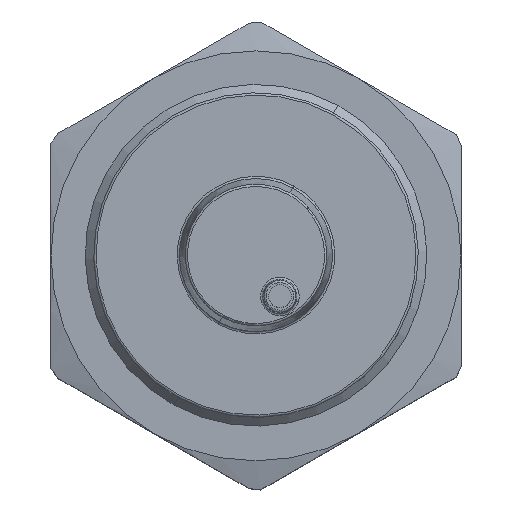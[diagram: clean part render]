
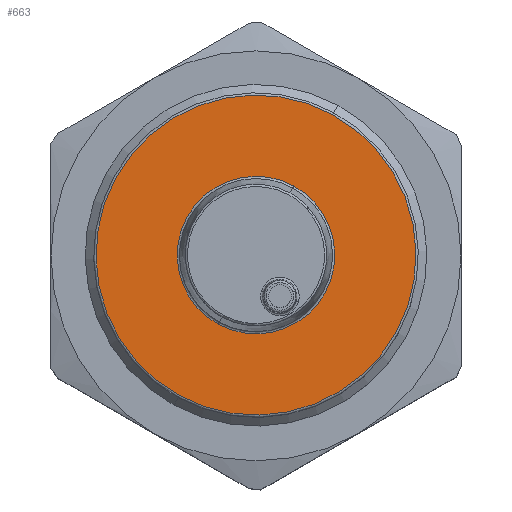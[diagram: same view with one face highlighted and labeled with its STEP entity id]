
A CAD part, top view. The second image highlights one B-rep face of the part: STEP entity #663.
In plain terms, the highlighted planar face has unit normal (0, 0, 1).
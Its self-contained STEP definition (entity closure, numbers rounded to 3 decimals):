
#663=ADVANCED_FACE('PartBody',(#1853,#1854),#1855,.F.);
#1853=FACE_OUTER_BOUND('',#3580,.T.);
#1854=FACE_BOUND('',#3581,.T.);
#1855=PLANE('',#3582);
#3580=EDGE_LOOP('',(#5466,#5467));
#3581=EDGE_LOOP('',(#5468,#5469));
#3582=AXIS2_PLACEMENT_3D('',#5470,#5471,#5472);
#5466=ORIENTED_EDGE('',*,*,#10630,.F.);
#5467=ORIENTED_EDGE('',*,*,#10727,.F.);
#5468=ORIENTED_EDGE('',*,*,#10725,.F.);
#5469=ORIENTED_EDGE('',*,*,#10637,.F.);
#5470=CARTESIAN_POINT('',(0.0,6.75,58.3));
#5471=DIRECTION('',(0.0,0.0,-1.0));
#5472=DIRECTION('',(0.0,-1.0,0.0));
#10630=EDGE_CURVE('',#12794,#12796,#12797,.T.);
#10637=EDGE_CURVE('',#12806,#12802,#12808,.F.);
#10725=EDGE_CURVE('',#12802,#12806,#12934,.F.);
#10727=EDGE_CURVE('',#12796,#12794,#12936,.T.);
#12794=VERTEX_POINT('',#15993);
#12796=VERTEX_POINT('',#15995);
#12797=CIRCLE('',#15996,14.05);
#12802=VERTEX_POINT('',#16001);
#12806=VERTEX_POINT('',#16005);
#12808=CIRCLE('',#16007,6.918);
#12934=CIRCLE('',#16187,6.918);
#12936=CIRCLE('',#16189,14.05);
#15993=CARTESIAN_POINT('',(-6.736,-12.33,58.3));
#15995=CARTESIAN_POINT('',(6.736,12.33,58.3));
#15996=AXIS2_PLACEMENT_3D('',#21960,#21961,#21962);
#16001=CARTESIAN_POINT('',(3.317,6.071,58.3));
#16005=CARTESIAN_POINT('',(-3.317,-6.071,58.3));
#16007=AXIS2_PLACEMENT_3D('',#21978,#21979,#21980);
#16187=AXIS2_PLACEMENT_3D('',#22127,#22128,#22129);
#16189=AXIS2_PLACEMENT_3D('',#22130,#22131,#22132);
#21960=CARTESIAN_POINT('',(0.,0.,58.3));
#21961=DIRECTION('',(0.0,0.0,-1.0));
#21962=DIRECTION('',(1.0,0.0,0.0));
#21978=CARTESIAN_POINT('',(0.,0.,58.3));
#21979=DIRECTION('',(0.,0.,-1.0));
#21980=DIRECTION('',(1.0,0.,0.));
#22127=CARTESIAN_POINT('',(0.,0.,58.3));
#22128=DIRECTION('',(0.,0.,-1.0));
#22129=DIRECTION('',(1.0,0.,0.));
#22130=CARTESIAN_POINT('',(0.,0.,58.3));
#22131=DIRECTION('',(0.0,0.0,-1.0));
#22132=DIRECTION('',(1.0,0.0,0.0));
